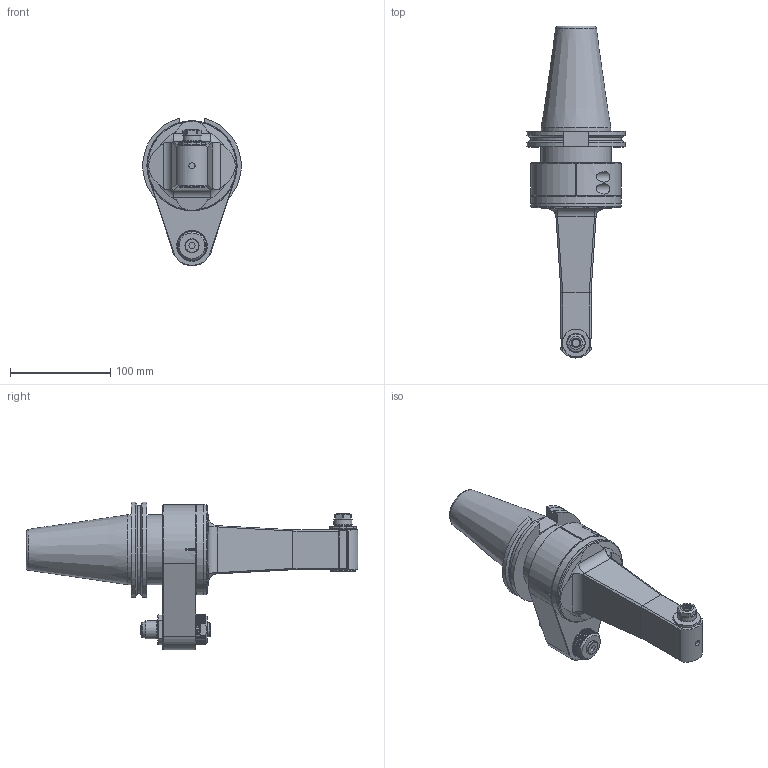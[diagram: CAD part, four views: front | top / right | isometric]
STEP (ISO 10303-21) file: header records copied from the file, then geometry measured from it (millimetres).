
FILE_DESCRIPTION(/* description */ (''),/* implementation_level */ '2;1');
FILE_NAME(/* name */ '9.G90.07L00-17C50.stp',/* time_stamp */ '2025-08-12T10:34:03-04:00',/* author */ ('jkrenzer'),/* organization */ (''),/* preprocessor_version */ 'ST-DEVELOPER v18.1',/* originating_system */ 'Autodesk Inventor 2022',/* authorisation */ '');
FILE_SCHEMA (('AUTOMOTIVE_DESIGN { 1 0 10303 214 3 1 1 }'));
Products named in the file (3): 9.G90.07L00-17C50; 9_G90_07L00; 9_GA1_458_1   (Classic, Type 1, Cat50, 80mm)
Assembly tree (2 placements, depth 2):
  9.G90.07L00-17C50
    9_G90_07L00
    9_GA1_458_1   (Classic, Type 1, Cat50, 80mm)
Bounding box: 98.05 x 331.8 x 147.43 mm (x, y, z)
Volume: 973015.2 mm3; surface area: 149587.1 mm2
Topology: 4 solids, 6 shells, 777 faces, 2039 edges, 1324 vertices
Faces by surface type: plane 435, cylinder 158, cone 121, bspline 54, torus 9
Full cylindrical faces by diameter (mm): 2.1 x2, 3.3 x1, 4 x3, 4.2 x6, 5 x4, 6 x5, 6.1 x1, 7 x2, 8.5 x2, 9 x1, 10 x4, 10.5 x2, 11 x1, 13 x1, 13.2 x1, 14 x2, 15.2 x1, 17 x1, 18 x4, 18.7 x1, 19 x1, 21.96 x1, 24 x1, 24.3 x1, 25 x1, 25.4 x1, 26.16 x1, 28.5 x1, 30 x1, 30.5 x1
Entity records: 25904 total; most frequent: CARTESIAN_POINT 6696, ORIENTED_EDGE 4051, DIRECTION 3913, EDGE_CURVE 2029, AXIS2_PLACEMENT_3D 1374, VERTEX_POINT 1324, LINE 1165, VECTOR 1165
